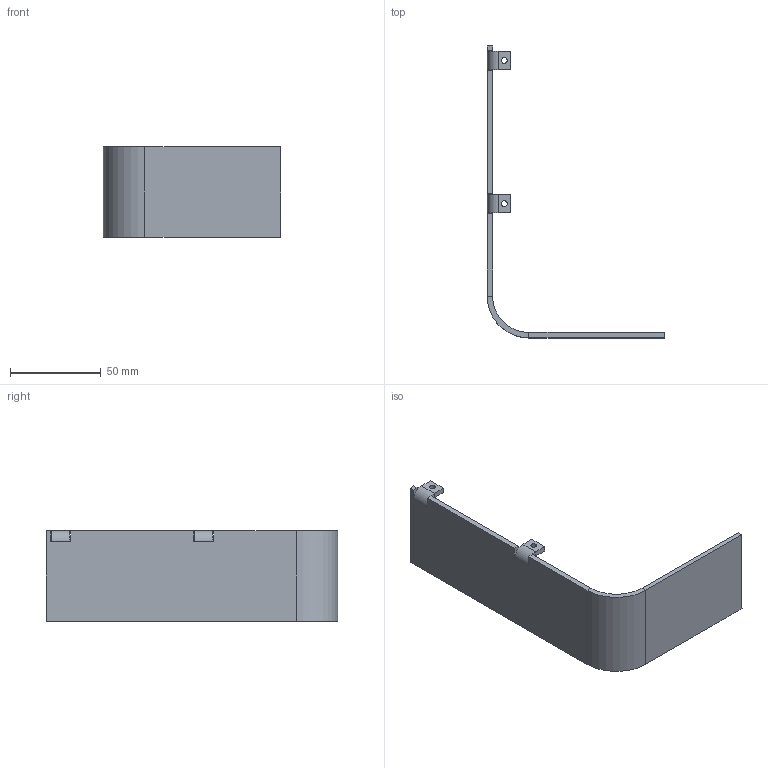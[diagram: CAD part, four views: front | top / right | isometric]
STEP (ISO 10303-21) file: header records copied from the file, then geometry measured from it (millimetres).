
FILE_DESCRIPTION(('CATIA V5 STEP Exchange'),'2;1');
FILE_NAME('VSOTR1100-X018.stp','2022-06-21T11:38:01+00:00',('none'),('none'),'CATIA Version 5 Release 21 GA (IN-10)','CATIA V5 STEP AP214','none');
FILE_SCHEMA(('AUTOMOTIVE_DESIGN { 1 0 10303 214 1 1 1 1 }'));
Length unit declared in the file: millimetre
Products named in the file (1): VSOTR1100-X018
Bounding box: 98 x 161 x 50 mm (x, y, z)
Volume: 37415.7 mm3; surface area: 27025.6 mm2
Topology: 1 solids, 1 shells, 50 faces, 120 edges, 72 vertices
Faces by surface type: plane 36, cylinder 14
Entity records: 1424 total; most frequent: CARTESIAN_POINT 261, ORIENTED_EDGE 240, DIRECTION 212, EDGE_CURVE 120, VECTOR 92, LINE 92, AXIS2_PLACEMENT_3D 73, VERTEX_POINT 72
